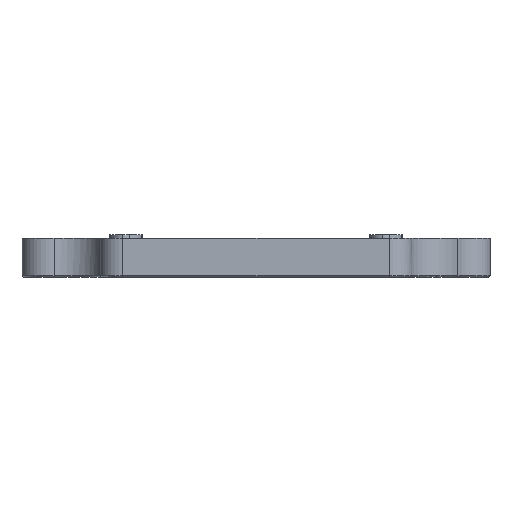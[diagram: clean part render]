
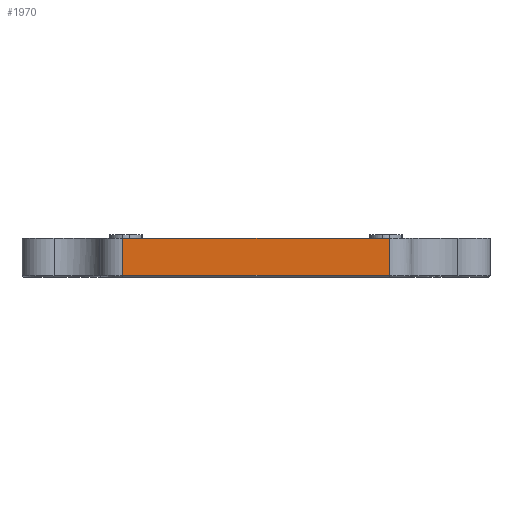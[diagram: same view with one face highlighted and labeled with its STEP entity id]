
A CAD part, front view. The second image highlights one B-rep face of the part: STEP entity #1970.
In plain terms, the highlighted planar face has unit normal (0, -1, 0).
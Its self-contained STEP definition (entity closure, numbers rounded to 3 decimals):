
#164 = ORIENTED_EDGE ( 'NONE', *, *, #8040, .T. ) ;
#216 = PLANE ( 'NONE',  #5690 ) ;
#326 = VECTOR ( 'NONE', #2207, 1000. ) ;
#347 = DIRECTION ( 'NONE',  ( 0., 0., 1. ) ) ;
#382 = CARTESIAN_POINT ( 'NONE',  ( 56.5, 0., 6. ) ) ;
#487 = LINE ( 'NONE', #8353, #2876 ) ;
#675 = VECTOR ( 'NONE', #9129, 1000. ) ;
#1107 = EDGE_CURVE ( 'NONE', #7718, #3175, #7872, .T. ) ;
#1749 = FACE_OUTER_BOUND ( 'NONE', #7187, .T. ) ;
#1970 = ADVANCED_FACE ( 'NONE', ( #1749 ), #216, .F. ) ;
#2207 = DIRECTION ( 'NONE',  ( 0., 0., -1. ) ) ;
#2322 = CARTESIAN_POINT ( 'NONE',  ( 15.5, 0., 0.3 ) ) ;
#2480 = CARTESIAN_POINT ( 'NONE',  ( 15.5, 0., 6. ) ) ;
#2603 = CARTESIAN_POINT ( 'NONE',  ( 15.5, 0., 0.3 ) ) ;
#2876 = VECTOR ( 'NONE', #9099, 1000. ) ;
#3175 = VERTEX_POINT ( 'NONE', #2322 ) ;
#3767 = VERTEX_POINT ( 'NONE', #382 ) ;
#4604 = DIRECTION ( 'NONE',  ( 0., 1., 0. ) ) ;
#4645 = VERTEX_POINT ( 'NONE', #5503 ) ;
#4736 = VECTOR ( 'NONE', #6779, 1000. ) ;
#5080 = EDGE_CURVE ( 'NONE', #3767, #4645, #5529, .T. ) ;
#5263 = CARTESIAN_POINT ( 'NONE',  ( 15.5, 0., 6. ) ) ;
#5503 = CARTESIAN_POINT ( 'NONE',  ( 56.5, 0., 0.3 ) ) ;
#5529 = LINE ( 'NONE', #6278, #675 ) ;
#5690 = AXIS2_PLACEMENT_3D ( 'NONE', #5263, #4604, #347 ) ;
#6142 = ORIENTED_EDGE ( 'NONE', *, *, #6875, .F. ) ;
#6165 = LINE ( 'NONE', #2603, #4736 ) ;
#6278 = CARTESIAN_POINT ( 'NONE',  ( 56.5, 0., 6. ) ) ;
#6779 = DIRECTION ( 'NONE',  ( 1., 0., 0. ) ) ;
#6875 = EDGE_CURVE ( 'NONE', #7718, #3767, #487, .T. ) ;
#7187 = EDGE_LOOP ( 'NONE', ( #8267, #164, #8714, #6142 ) ) ;
#7718 = VERTEX_POINT ( 'NONE', #2480 ) ;
#7826 = CARTESIAN_POINT ( 'NONE',  ( 15.5, 0., 6. ) ) ;
#7872 = LINE ( 'NONE', #7826, #326 ) ;
#8040 = EDGE_CURVE ( 'NONE', #3175, #4645, #6165, .T. ) ;
#8267 = ORIENTED_EDGE ( 'NONE', *, *, #1107, .T. ) ;
#8353 = CARTESIAN_POINT ( 'NONE',  ( 15.5, 0., 6. ) ) ;
#8714 = ORIENTED_EDGE ( 'NONE', *, *, #5080, .F. ) ;
#9099 = DIRECTION ( 'NONE',  ( 1., 0., 0. ) ) ;
#9129 = DIRECTION ( 'NONE',  ( 0., 0., -1. ) ) ;
